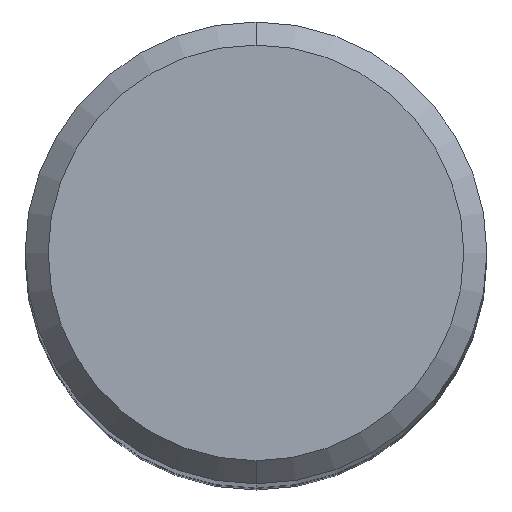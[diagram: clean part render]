
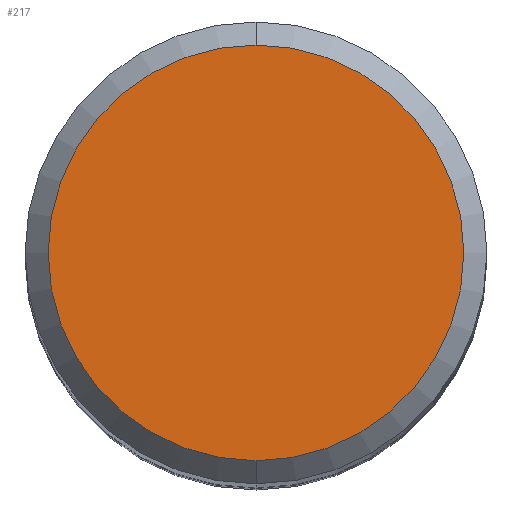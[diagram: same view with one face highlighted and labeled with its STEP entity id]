
A CAD part, top view. The second image highlights one B-rep face of the part: STEP entity #217.
In plain terms, the highlighted planar face has unit normal (0, 0, 1).
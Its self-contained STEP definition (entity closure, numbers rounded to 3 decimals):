
#195=VERTEX_POINT('',#511);
#217=ADVANCED_FACE('',(#535),#536,.T.);
#335=VERTEX_POINT('',#668);
#403=EDGE_CURVE('',#195,#335,#745,.T.);
#405=EDGE_CURVE('',#335,#195,#747,.T.);
#511=CARTESIAN_POINT('',(0.,-4.5,0.0));
#535=FACE_OUTER_BOUND('',#911,.T.);
#536=PLANE('',#912);
#668=CARTESIAN_POINT('',(0.0,4.5,0.0));
#745=CIRCLE('',#1366,4.5);
#747=CIRCLE('',#1369,4.5);
#911=EDGE_LOOP('',(#1551,#1552));
#912=AXIS2_PLACEMENT_3D('',#1553,#1554,#1555);
#1366=AXIS2_PLACEMENT_3D('',#1807,#1808,#1809);
#1369=AXIS2_PLACEMENT_3D('',#1810,#1811,#1812);
#1551=ORIENTED_EDGE('',*,*,#405,.F.);
#1552=ORIENTED_EDGE('',*,*,#403,.F.);
#1553=CARTESIAN_POINT('',(0.0,2.25,0.0));
#1554=DIRECTION('',(-0.0,0.0,1.0));
#1555=DIRECTION('',(0.0,-1.0,0.0));
#1807=CARTESIAN_POINT('',(0.0,0.0,0.0));
#1808=DIRECTION('',(0.0,0.0,-1.0));
#1809=DIRECTION('',(0.0,1.0,0.0));
#1810=CARTESIAN_POINT('',(0.0,0.0,0.0));
#1811=DIRECTION('',(0.0,0.0,-1.0));
#1812=DIRECTION('',(0.0,1.0,0.0));
